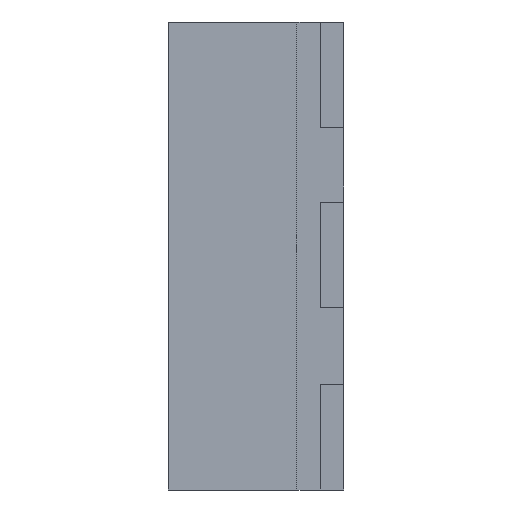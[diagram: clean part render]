
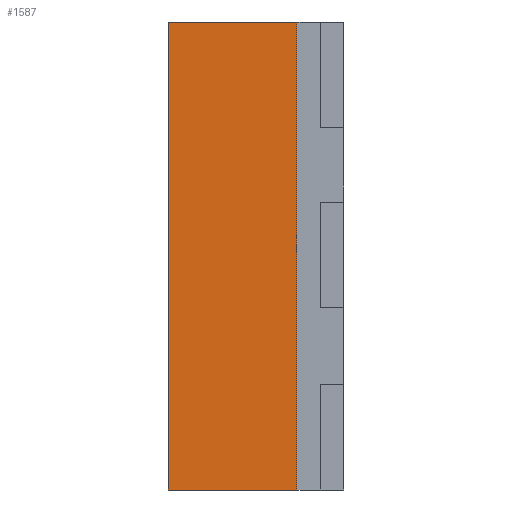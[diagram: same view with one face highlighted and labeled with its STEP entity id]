
A CAD part, left-side view. The second image highlights one B-rep face of the part: STEP entity #1587.
In plain terms, the highlighted planar face has unit normal (-1, 0, 0).
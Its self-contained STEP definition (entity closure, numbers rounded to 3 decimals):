
#2 = LINE ( 'NONE', #2493, #309 ) ;
#6 = CARTESIAN_POINT ( 'NONE',  ( -1., 0.75, -1. ) ) ;
#73 = ORIENTED_EDGE ( 'NONE', *, *, #220, .F. ) ;
#117 = DIRECTION ( 'NONE',  ( 0., 0., -1. ) ) ;
#167 = AXIS2_PLACEMENT_3D ( 'NONE', #562, #1558, #117 ) ;
#220 = EDGE_CURVE ( 'NONE', #1914, #1853, #2, .T. ) ;
#309 = VECTOR ( 'NONE', #1654, 1000. ) ;
#332 = VERTEX_POINT ( 'NONE', #2522 ) ;
#351 = PLANE ( 'NONE',  #167 ) ;
#562 = CARTESIAN_POINT ( 'NONE',  ( -1., 4.328, -1. ) ) ;
#563 = DIRECTION ( 'NONE',  ( 0., -1., 0. ) ) ;
#589 = VECTOR ( 'NONE', #908, 1000. ) ;
#596 = FACE_OUTER_BOUND ( 'NONE', #2706, .T. ) ;
#696 = EDGE_CURVE ( 'NONE', #2182, #332, #1871, .T. ) ;
#721 = VECTOR ( 'NONE', #563, 1000. ) ;
#731 = ORIENTED_EDGE ( 'NONE', *, *, #2539, .F. ) ;
#855 = ORIENTED_EDGE ( 'NONE', *, *, #696, .T. ) ;
#908 = DIRECTION ( 'NONE',  ( 0., -1., 0. ) ) ;
#953 = CARTESIAN_POINT ( 'NONE',  ( -1., 4.328, -1. ) ) ;
#969 = VECTOR ( 'NONE', #1852, 1000. ) ;
#1558 = DIRECTION ( 'NONE',  ( 1., 0., 0. ) ) ;
#1587 = ADVANCED_FACE ( 'NONE', ( #596 ), #351, .F. ) ;
#1635 = CARTESIAN_POINT ( 'NONE',  ( -1., 0.2, -1. ) ) ;
#1654 = DIRECTION ( 'NONE',  ( 0., 0., 1. ) ) ;
#1716 = CARTESIAN_POINT ( 'NONE',  ( -1., 4.328, 1. ) ) ;
#1810 = ORIENTED_EDGE ( 'NONE', *, *, #2274, .T. ) ;
#1852 = DIRECTION ( 'NONE',  ( 0., 0., 1. ) ) ;
#1853 = VERTEX_POINT ( 'NONE', #1889 ) ;
#1871 = LINE ( 'NONE', #1635, #969 ) ;
#1889 = CARTESIAN_POINT ( 'NONE',  ( -1., 0.75, 1. ) ) ;
#1914 = VERTEX_POINT ( 'NONE', #6 ) ;
#2182 = VERTEX_POINT ( 'NONE', #2603 ) ;
#2274 = EDGE_CURVE ( 'NONE', #1914, #2182, #2461, .T. ) ;
#2461 = LINE ( 'NONE', #953, #721 ) ;
#2493 = CARTESIAN_POINT ( 'NONE',  ( -1., 0.75, -1. ) ) ;
#2522 = CARTESIAN_POINT ( 'NONE',  ( -1., 0.2, 1. ) ) ;
#2526 = LINE ( 'NONE', #1716, #589 ) ;
#2539 = EDGE_CURVE ( 'NONE', #1853, #332, #2526, .T. ) ;
#2603 = CARTESIAN_POINT ( 'NONE',  ( -1., 0.2, -1. ) ) ;
#2706 = EDGE_LOOP ( 'NONE', ( #73, #1810, #855, #731 ) ) ;
